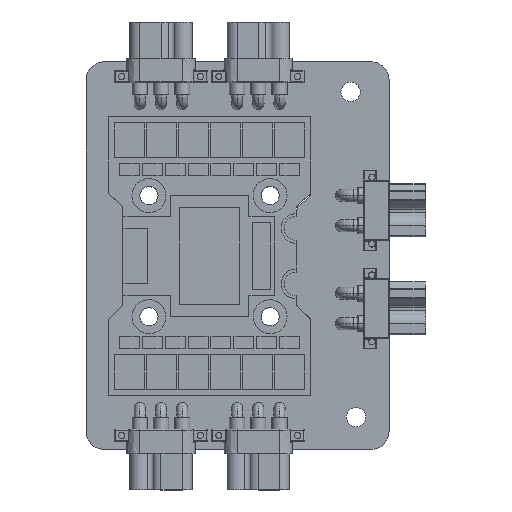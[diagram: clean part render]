
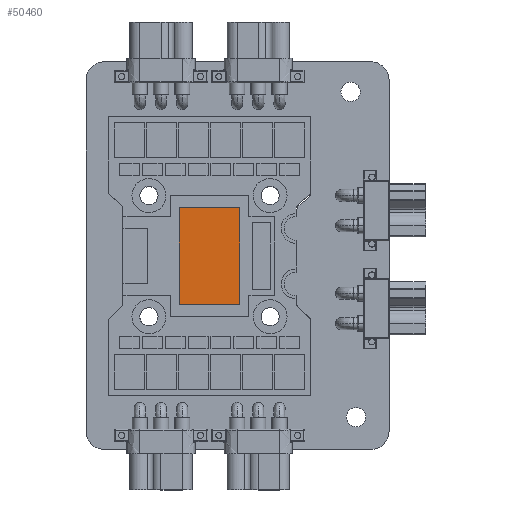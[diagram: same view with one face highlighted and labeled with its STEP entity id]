
A CAD part, top view. The second image highlights one B-rep face of the part: STEP entity #50460.
In plain terms, the highlighted free-form (B-spline) face has degree [1, 1] with [2, 2] control points.
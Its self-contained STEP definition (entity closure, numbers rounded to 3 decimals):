
#25968 = B_SPLINE_SURFACE_WITH_KNOTS('',1,1,(
    (#25969,#25970)
    ,(#25971,#25972
    )),.UNSPECIFIED.,.F.,.F.,.F.,(2,2),(2,2),(0.,1.),(0.,10.),
  .PIECEWISE_BEZIER_KNOTS.);
#25969 = CARTESIAN_POINT('',(-5.,8.,3.3));
#25970 = CARTESIAN_POINT('',(5.,8.,3.3));
#25971 = CARTESIAN_POINT('',(-5.,8.,2.3));
#25972 = CARTESIAN_POINT('',(5.,8.,2.3));
#25993 = B_SPLINE_SURFACE_WITH_KNOTS('',1,1,(
    (#25994,#25995)
    ,(#25996,#25997
    )),.UNSPECIFIED.,.F.,.F.,.F.,(2,2),(2,2),(-16.,0.),(-1.,0.),
  .PIECEWISE_BEZIER_KNOTS.);
#25994 = CARTESIAN_POINT('',(-5.,-8.,2.3));
#25995 = CARTESIAN_POINT('',(-5.,-8.,3.3));
#25996 = CARTESIAN_POINT('',(-5.,8.,2.3));
#25997 = CARTESIAN_POINT('',(-5.,8.,3.3));
#26018 = B_SPLINE_SURFACE_WITH_KNOTS('',1,1,(
    (#26019,#26020)
    ,(#26021,#26022
    )),.UNSPECIFIED.,.F.,.F.,.F.,(2,2),(2,2),(-1.,0.),(0.,10.),
  .PIECEWISE_BEZIER_KNOTS.);
#26019 = CARTESIAN_POINT('',(-5.,-8.,2.3));
#26020 = CARTESIAN_POINT('',(5.,-8.,2.3));
#26021 = CARTESIAN_POINT('',(-5.,-8.,3.3));
#26022 = CARTESIAN_POINT('',(5.,-8.,3.3));
#26041 = B_SPLINE_SURFACE_WITH_KNOTS('',1,1,(
    (#26042,#26043)
    ,(#26044,#26045
    )),.UNSPECIFIED.,.F.,.F.,.F.,(2,2),(2,2),(0.,16.),(-1.,0.),
  .PIECEWISE_BEZIER_KNOTS.);
#26042 = CARTESIAN_POINT('',(5.,8.,2.3));
#26043 = CARTESIAN_POINT('',(5.,8.,3.3));
#26044 = CARTESIAN_POINT('',(5.,-8.,2.3));
#26045 = CARTESIAN_POINT('',(5.,-8.,3.3));
#50288 = VERTEX_POINT('',#50289);
#50289 = CARTESIAN_POINT('',(5.,-8.,3.3));
#50307 = EDGE_CURVE('',#50288,#50308,#50310,.T.);
#50308 = VERTEX_POINT('',#50309);
#50309 = CARTESIAN_POINT('',(5.,8.,3.3));
#50310 = SURFACE_CURVE('',#50311,(#50314,#50320),.PCURVE_S1.);
#50311 = B_SPLINE_CURVE_WITH_KNOTS('',1,(#50312,#50313),.UNSPECIFIED.,
  .F.,.F.,(2,2),(-16.,0.),.PIECEWISE_BEZIER_KNOTS.);
#50312 = CARTESIAN_POINT('',(5.,-8.,3.3));
#50313 = CARTESIAN_POINT('',(5.,8.,3.3));
#50314 = PCURVE('',#26041,#50315);
#50315 = DEFINITIONAL_REPRESENTATION('',(#50316),#50319);
#50316 = B_SPLINE_CURVE_WITH_KNOTS('',1,(#50317,#50318),.UNSPECIFIED.,
  .F.,.F.,(2,2),(-16.,0.),.PIECEWISE_BEZIER_KNOTS.);
#50317 = CARTESIAN_POINT('',(16.,0.));
#50318 = CARTESIAN_POINT('',(0.,0.));
#50319 = ( GEOMETRIC_REPRESENTATION_CONTEXT(2) 
PARAMETRIC_REPRESENTATION_CONTEXT() REPRESENTATION_CONTEXT('2D SPACE',''
  ) );
#50320 = PCURVE('',#50321,#50326);
#50321 = B_SPLINE_SURFACE_WITH_KNOTS('',1,1,(
    (#50322,#50323)
    ,(#50324,#50325
    )),.UNSPECIFIED.,.F.,.F.,.F.,(2,2),(2,2),(-5.,5.),(-8.,8.),
  .PIECEWISE_BEZIER_KNOTS.);
#50322 = CARTESIAN_POINT('',(-5.,-8.,3.3));
#50323 = CARTESIAN_POINT('',(-5.,8.,3.3));
#50324 = CARTESIAN_POINT('',(5.,-8.,3.3));
#50325 = CARTESIAN_POINT('',(5.,8.,3.3));
#50326 = DEFINITIONAL_REPRESENTATION('',(#50327),#50330);
#50327 = B_SPLINE_CURVE_WITH_KNOTS('',1,(#50328,#50329),.UNSPECIFIED.,
  .F.,.F.,(2,2),(-16.,0.),.PIECEWISE_BEZIER_KNOTS.);
#50328 = CARTESIAN_POINT('',(5.,-8.));
#50329 = CARTESIAN_POINT('',(5.,8.));
#50330 = ( GEOMETRIC_REPRESENTATION_CONTEXT(2) 
PARAMETRIC_REPRESENTATION_CONTEXT() REPRESENTATION_CONTEXT('2D SPACE',''
  ) );
#50355 = EDGE_CURVE('',#50308,#50356,#50358,.T.);
#50356 = VERTEX_POINT('',#50357);
#50357 = CARTESIAN_POINT('',(-5.,8.,3.3));
#50358 = SURFACE_CURVE('',#50359,(#50362,#50368),.PCURVE_S1.);
#50359 = B_SPLINE_CURVE_WITH_KNOTS('',1,(#50360,#50361),.UNSPECIFIED.,
  .F.,.F.,(2,2),(-10.,0.),.PIECEWISE_BEZIER_KNOTS.);
#50360 = CARTESIAN_POINT('',(5.,8.,3.3));
#50361 = CARTESIAN_POINT('',(-5.,8.,3.3));
#50362 = PCURVE('',#25968,#50363);
#50363 = DEFINITIONAL_REPRESENTATION('',(#50364),#50367);
#50364 = B_SPLINE_CURVE_WITH_KNOTS('',1,(#50365,#50366),.UNSPECIFIED.,
  .F.,.F.,(2,2),(-10.,0.),.PIECEWISE_BEZIER_KNOTS.);
#50365 = CARTESIAN_POINT('',(0.,10.));
#50366 = CARTESIAN_POINT('',(0.,0.));
#50367 = ( GEOMETRIC_REPRESENTATION_CONTEXT(2) 
PARAMETRIC_REPRESENTATION_CONTEXT() REPRESENTATION_CONTEXT('2D SPACE',''
  ) );
#50368 = PCURVE('',#50321,#50369);
#50369 = DEFINITIONAL_REPRESENTATION('',(#50370),#50373);
#50370 = B_SPLINE_CURVE_WITH_KNOTS('',1,(#50371,#50372),.UNSPECIFIED.,
  .F.,.F.,(2,2),(-10.,0.),.PIECEWISE_BEZIER_KNOTS.);
#50371 = CARTESIAN_POINT('',(5.,8.));
#50372 = CARTESIAN_POINT('',(-5.,8.));
#50373 = ( GEOMETRIC_REPRESENTATION_CONTEXT(2) 
PARAMETRIC_REPRESENTATION_CONTEXT() REPRESENTATION_CONTEXT('2D SPACE',''
  ) );
#50398 = EDGE_CURVE('',#50356,#50399,#50401,.T.);
#50399 = VERTEX_POINT('',#50400);
#50400 = CARTESIAN_POINT('',(-5.,-8.,3.3));
#50401 = SURFACE_CURVE('',#50402,(#50405,#50411),.PCURVE_S1.);
#50402 = B_SPLINE_CURVE_WITH_KNOTS('',1,(#50403,#50404),.UNSPECIFIED.,
  .F.,.F.,(2,2),(0.,16.),.PIECEWISE_BEZIER_KNOTS.);
#50403 = CARTESIAN_POINT('',(-5.,8.,3.3));
#50404 = CARTESIAN_POINT('',(-5.,-8.,3.3));
#50405 = PCURVE('',#25993,#50406);
#50406 = DEFINITIONAL_REPRESENTATION('',(#50407),#50410);
#50407 = B_SPLINE_CURVE_WITH_KNOTS('',1,(#50408,#50409),.UNSPECIFIED.,
  .F.,.F.,(2,2),(0.,16.),.PIECEWISE_BEZIER_KNOTS.);
#50408 = CARTESIAN_POINT('',(0.,0.));
#50409 = CARTESIAN_POINT('',(-16.,0.));
#50410 = ( GEOMETRIC_REPRESENTATION_CONTEXT(2) 
PARAMETRIC_REPRESENTATION_CONTEXT() REPRESENTATION_CONTEXT('2D SPACE',''
  ) );
#50411 = PCURVE('',#50321,#50412);
#50412 = DEFINITIONAL_REPRESENTATION('',(#50413),#50416);
#50413 = B_SPLINE_CURVE_WITH_KNOTS('',1,(#50414,#50415),.UNSPECIFIED.,
  .F.,.F.,(2,2),(0.,16.),.PIECEWISE_BEZIER_KNOTS.);
#50414 = CARTESIAN_POINT('',(-5.,8.));
#50415 = CARTESIAN_POINT('',(-5.,-8.));
#50416 = ( GEOMETRIC_REPRESENTATION_CONTEXT(2) 
PARAMETRIC_REPRESENTATION_CONTEXT() REPRESENTATION_CONTEXT('2D SPACE',''
  ) );
#50442 = EDGE_CURVE('',#50399,#50288,#50443,.T.);
#50443 = SURFACE_CURVE('',#50444,(#50447,#50453),.PCURVE_S1.);
#50444 = B_SPLINE_CURVE_WITH_KNOTS('',1,(#50445,#50446),.UNSPECIFIED.,
  .F.,.F.,(2,2),(0.,10.),.PIECEWISE_BEZIER_KNOTS.);
#50445 = CARTESIAN_POINT('',(-5.,-8.,3.3));
#50446 = CARTESIAN_POINT('',(5.,-8.,3.3));
#50447 = PCURVE('',#26018,#50448);
#50448 = DEFINITIONAL_REPRESENTATION('',(#50449),#50452);
#50449 = B_SPLINE_CURVE_WITH_KNOTS('',1,(#50450,#50451),.UNSPECIFIED.,
  .F.,.F.,(2,2),(0.,10.),.PIECEWISE_BEZIER_KNOTS.);
#50450 = CARTESIAN_POINT('',(0.,0.));
#50451 = CARTESIAN_POINT('',(0.,10.));
#50452 = ( GEOMETRIC_REPRESENTATION_CONTEXT(2) 
PARAMETRIC_REPRESENTATION_CONTEXT() REPRESENTATION_CONTEXT('2D SPACE',''
  ) );
#50453 = PCURVE('',#50321,#50454);
#50454 = DEFINITIONAL_REPRESENTATION('',(#50455),#50458);
#50455 = B_SPLINE_CURVE_WITH_KNOTS('',1,(#50456,#50457),.UNSPECIFIED.,
  .F.,.F.,(2,2),(0.,10.),.PIECEWISE_BEZIER_KNOTS.);
#50456 = CARTESIAN_POINT('',(-5.,-8.));
#50457 = CARTESIAN_POINT('',(5.,-8.));
#50458 = ( GEOMETRIC_REPRESENTATION_CONTEXT(2) 
PARAMETRIC_REPRESENTATION_CONTEXT() REPRESENTATION_CONTEXT('2D SPACE',''
  ) );
#50460 = ADVANCED_FACE('',(#50461),#50321,.T.);
#50461 = FACE_BOUND('',#50462,.T.);
#50462 = EDGE_LOOP('',(#50463,#50464,#50465,#50466));
#50463 = ORIENTED_EDGE('',*,*,#50307,.T.);
#50464 = ORIENTED_EDGE('',*,*,#50355,.T.);
#50465 = ORIENTED_EDGE('',*,*,#50398,.T.);
#50466 = ORIENTED_EDGE('',*,*,#50442,.T.);
